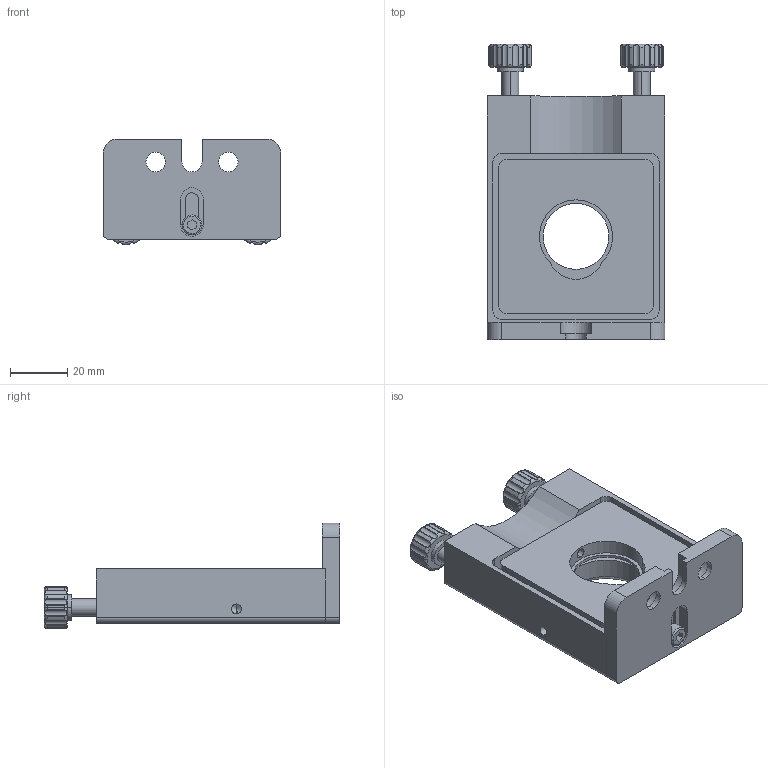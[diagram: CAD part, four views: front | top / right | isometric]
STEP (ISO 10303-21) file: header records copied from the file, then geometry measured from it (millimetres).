
FILE_DESCRIPTION (( 'STEP AP203' ), '1' );
FILE_NAME ('04VMT-1.STEP', '2016-12-29T07:49:43', ( '' ), ( '' ), 'SwSTEP 2.0', 'SolidWorks 2016', '' );
FILE_SCHEMA (( 'CONFIG_CONTROL_DESIGN' ));
Length unit declared in the file: millimetre
Products named in the file (1): 04VMT-1
Bounding box: 62 x 103.01 x 37 mm (x, y, z)
Volume: 78026.9 mm3; surface area: 42913.8 mm2
Topology: 38 solids, 38 shells, 720 faces, 1790 edges, 1149 vertices
Faces by surface type: cylinder 352, plane 238, cone 52, torus 42, bspline 24, sphere 12
Entity records: 33361 total; most frequent: CARTESIAN_POINT 16387, DIRECTION 3524, ORIENTED_EDGE 3486, EDGE_CURVE 1743, AXIS2_PLACEMENT_3D 1371, VERTEX_POINT 1132, EDGE_LOOP 827, LINE 782
